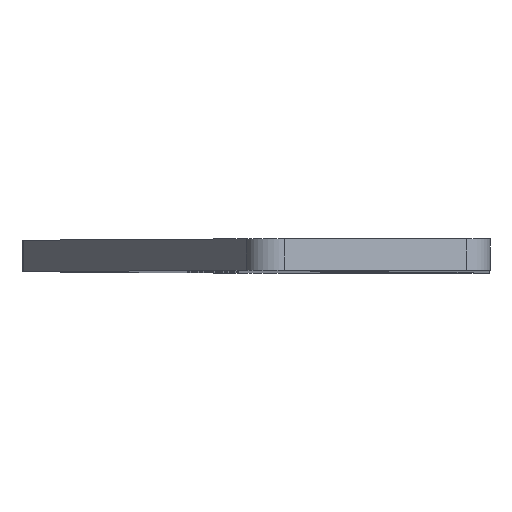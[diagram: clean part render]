
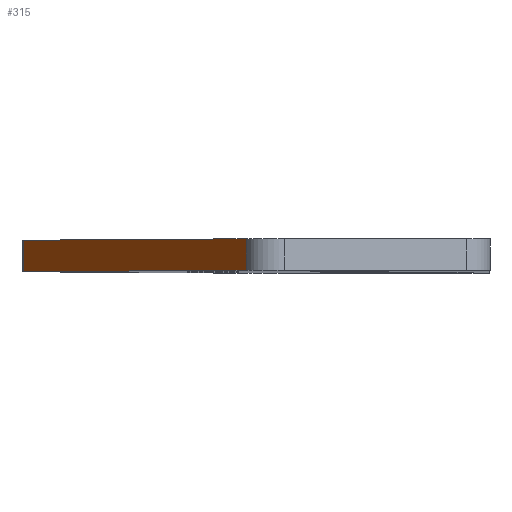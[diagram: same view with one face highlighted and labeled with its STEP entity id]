
A CAD part, top view. The second image highlights one B-rep face of the part: STEP entity #315.
In plain terms, the highlighted planar face has unit normal (-0.966, 0, 0.259).
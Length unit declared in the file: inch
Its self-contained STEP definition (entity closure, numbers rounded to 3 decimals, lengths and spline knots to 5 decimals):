
#1 = DIRECTION ( 'NONE',  ( 0.966, 0., -0.259 ) ) ;
#3 = DIRECTION ( 'NONE',  ( -0.259, 0., -0.966 ) ) ;
#57 = LINE ( 'NONE', #60, #184 ) ;
#60 = CARTESIAN_POINT ( 'NONE',  ( -0.5, 0.125, 0.06583 ) ) ;
#64 = CARTESIAN_POINT ( 'NONE',  ( 0.39055, 0., 3.38941 ) ) ;
#68 = VECTOR ( 'NONE', #328, 39.37008 ) ;
#97 = DIRECTION ( 'NONE',  ( 0.259, 0., 0.966 ) ) ;
#180 = EDGE_CURVE ( 'NONE', #208, #632, #732, .T. ) ;
#184 = VECTOR ( 'NONE', #97, 39.37008 ) ;
#196 = ORIENTED_EDGE ( 'NONE', *, *, #180, .T. ) ;
#199 = VECTOR ( 'NONE', #576, 39.37008 ) ;
#208 = VERTEX_POINT ( 'NONE', #330 ) ;
#247 = LINE ( 'NONE', #326, #68 ) ;
#315 = ADVANCED_FACE ( 'NONE', ( #666 ), #742, .F. ) ;
#326 = CARTESIAN_POINT ( 'NONE',  ( -0.49574, 0.125, 0.08172 ) ) ;
#328 = DIRECTION ( 'NONE',  ( 0., -1., 0. ) ) ;
#330 = CARTESIAN_POINT ( 'NONE',  ( -0.49574, 0., 0.08172 ) ) ;
#346 = VECTOR ( 'NONE', #593, 39.37008 ) ;
#361 = EDGE_CURVE ( 'NONE', #466, #208, #247, .T. ) ;
#401 = ORIENTED_EDGE ( 'NONE', *, *, #433, .T. ) ;
#407 = CARTESIAN_POINT ( 'NONE',  ( 0.39055, 0.125, 3.38941 ) ) ;
#408 = EDGE_CURVE ( 'NONE', #466, #707, #57, .T. ) ;
#433 = EDGE_CURVE ( 'NONE', #632, #707, #447, .T. ) ;
#447 = LINE ( 'NONE', #504, #346 ) ;
#466 = VERTEX_POINT ( 'NONE', #668 ) ;
#488 = AXIS2_PLACEMENT_3D ( 'NONE', #751, #1, #3 ) ;
#504 = CARTESIAN_POINT ( 'NONE',  ( 0.39055, 0.125, 3.38941 ) ) ;
#550 = EDGE_LOOP ( 'NONE', ( #645, #552, #196, #401 ) ) ;
#552 = ORIENTED_EDGE ( 'NONE', *, *, #361, .T. ) ;
#576 = DIRECTION ( 'NONE',  ( 0.259, 0., 0.966 ) ) ;
#593 = DIRECTION ( 'NONE',  ( 0., 1., 0. ) ) ;
#632 = VERTEX_POINT ( 'NONE', #64 ) ;
#645 = ORIENTED_EDGE ( 'NONE', *, *, #408, .F. ) ;
#666 = FACE_OUTER_BOUND ( 'NONE', #550, .T. ) ;
#668 = CARTESIAN_POINT ( 'NONE',  ( -0.49574, 0.125, 0.08172 ) ) ;
#669 = CARTESIAN_POINT ( 'NONE',  ( -0.5, 0., 0.06583 ) ) ;
#707 = VERTEX_POINT ( 'NONE', #407 ) ;
#732 = LINE ( 'NONE', #669, #199 ) ;
#742 = PLANE ( 'NONE',  #488 ) ;
#751 = CARTESIAN_POINT ( 'NONE',  ( -0.5, 0.125, 0.06583 ) ) ;
